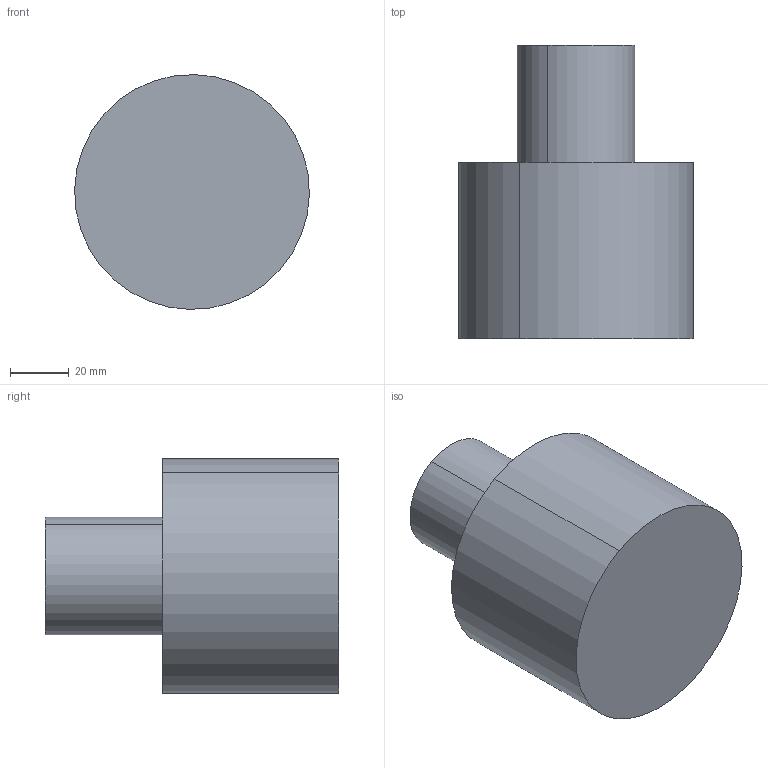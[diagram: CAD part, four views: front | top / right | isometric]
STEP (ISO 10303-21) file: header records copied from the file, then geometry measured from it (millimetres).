
FILE_DESCRIPTION(('CATIA V5 STEP Exchange'),'2;1');
FILE_NAME('travail perso ENTITES D''3-epaulement.stp','2013-07-29T15:58:57+00:00',('none'),('none'),'CATIA Version 5 Release 19 GA (IN-10)','CATIA V5 STEP AP203','none');
FILE_SCHEMA(('CONFIG_CONTROL_DESIGN'));
Length unit declared in the file: millimetre
Products named in the file (1): 3-epaulement
Bounding box: 79.98 x 100 x 79.98 mm (x, y, z)
Volume: 351858.4 mm3; surface area: 30159.3 mm2
Topology: 1 solids, 1 shells, 7 faces, 12 edges, 8 vertices
Faces by surface type: cylinder 4, plane 3
Entity records: 198 total; most frequent: CARTESIAN_POINT 26, ORIENTED_EDGE 24, DIRECTION 22, AXIS2_PLACEMENT_3D 14, EDGE_CURVE 12, CIRCLE 8, EDGE_LOOP 8, VERTEX_POINT 8
